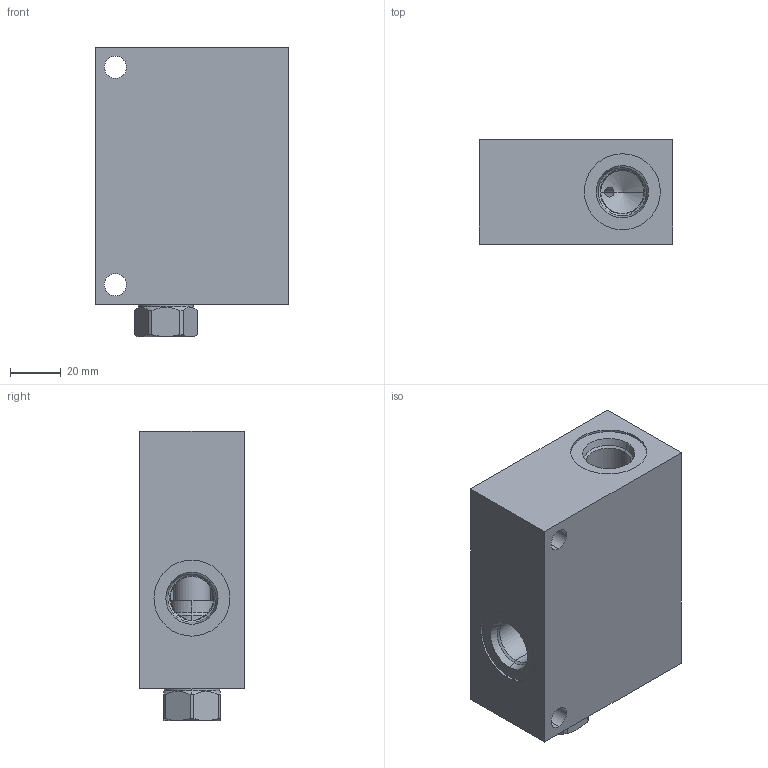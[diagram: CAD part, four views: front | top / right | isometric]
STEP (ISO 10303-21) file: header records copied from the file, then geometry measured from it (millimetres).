
FILE_DESCRIPTION((''),'2;1');
FILE_NAME('U4U_ASM','2019-07-15T',('ProEService'),(''),'PRO/ENGINEER BY PARAMETRIC TECHNOLOGY CORPORATION, 2014200','PRO/ENGINEER BY PARAMETRIC TECHNOLOGY CORPORATION, 2014200','');
FILE_SCHEMA(('CONFIG_CONTROL_DESIGN'));
Length unit declared in the file: inch
Products named in the file (3): 155-159-005; LPDCXHN; U4U_ASM
Assembly tree (2 placements, depth 2):
  U4U_ASM
    155-159-005
    LPDCXHN
Bounding box: 76.2 x 41.27 x 114.27 mm (x, y, z)
Volume: 283931.5 mm3; surface area: 48074.8 mm2
Topology: 4 solids, 5 shells, 203 faces, 681 edges, 583 vertices
Faces by surface type: cylinder 85, cone 57, plane 33, torus 18, revolution 10
Entity records: 8378 total; most frequent: CARTESIAN_POINT 2472, DIRECTION 1293, ORIENTED_EDGE 886, AXIS2_PLACEMENT_3D 446, EDGE_CURVE 443, VECTOR 391, LINE 391, VERTEX_POINT 263
